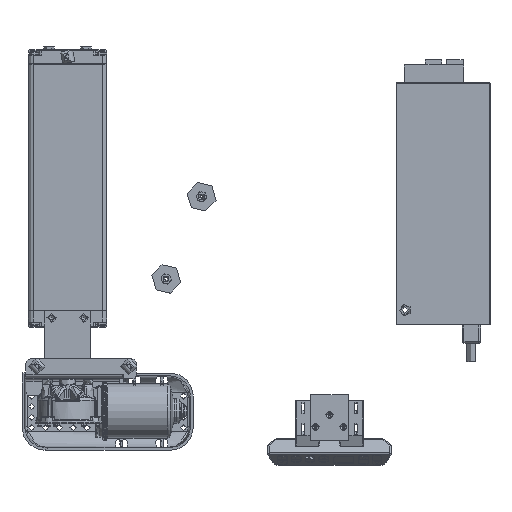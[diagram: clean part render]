
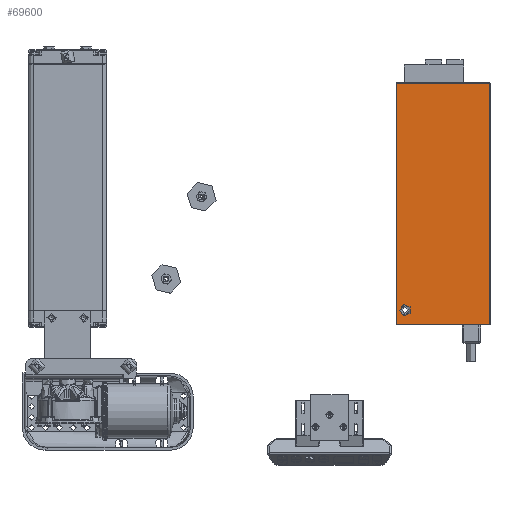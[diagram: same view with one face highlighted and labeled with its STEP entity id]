
A CAD part, top view. The second image highlights one B-rep face of the part: STEP entity #69600.
In plain terms, the highlighted planar face has unit normal (0, 0, 1).
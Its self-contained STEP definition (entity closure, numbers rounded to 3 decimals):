
#4648=FACE_BOUND('',#17726,.T.);
#8178=CIRCLE('',#77088,6.35);
#13411=FACE_OUTER_BOUND('',#17725,.T.);
#17725=EDGE_LOOP('',(#61082,#61083,#61084,#61085));
#17726=EDGE_LOOP('',(#61086));
#21707=LINE('',#236539,#25715);
#21722=LINE('',#236568,#25730);
#21724=LINE('',#236571,#25732);
#21726=LINE('',#236574,#25734);
#25715=VECTOR('',#94626,10.);
#25730=VECTOR('',#94653,10.);
#25732=VECTOR('',#94657,10.);
#25734=VECTOR('',#94661,10.);
#31752=VERTEX_POINT('',#236247);
#31834=VERTEX_POINT('',#236513);
#31839=VERTEX_POINT('',#236529);
#31844=VERTEX_POINT('',#236548);
#31847=VERTEX_POINT('',#236558);
#41468=EDGE_CURVE('',#31752,#31752,#8178,.T.);
#41611=EDGE_CURVE('',#31834,#31839,#21707,.T.);
#41626=EDGE_CURVE('',#31839,#31847,#21722,.T.);
#41628=EDGE_CURVE('',#31847,#31844,#21724,.T.);
#41630=EDGE_CURVE('',#31844,#31834,#21726,.T.);
#61082=ORIENTED_EDGE('',*,*,#41611,.F.);
#61083=ORIENTED_EDGE('',*,*,#41630,.F.);
#61084=ORIENTED_EDGE('',*,*,#41628,.F.);
#61085=ORIENTED_EDGE('',*,*,#41626,.F.);
#61086=ORIENTED_EDGE('',*,*,#41468,.T.);
#62788=PLANE('',#77210);
#69600=ADVANCED_FACE('',(#13411,#4648),#62788,.T.);
#77088=AXIS2_PLACEMENT_3D('',#236249,#94319,#94320);
#77210=AXIS2_PLACEMENT_3D('',#236601,#94687,#94688);
#94319=DIRECTION('center_axis',(0.,0.,-1.));
#94320=DIRECTION('ref_axis',(0.,1.,0.));
#94626=DIRECTION('',(0.,-1.,0.));
#94653=DIRECTION('',(-1.,0.,0.));
#94657=DIRECTION('',(0.,1.,0.));
#94661=DIRECTION('',(1.,0.,0.));
#94687=DIRECTION('center_axis',(0.,0.,1.));
#94688=DIRECTION('ref_axis',(1.,0.,0.));
#236247=CARTESIAN_POINT('',(115.5,-47.35,18.5));
#236249=CARTESIAN_POINT('Origin',(115.5,-41.,18.5));
#236513=CARTESIAN_POINT('',(131.25,50.75,18.5));
#236529=CARTESIAN_POINT('',(131.25,-50.75,18.5));
#236539=CARTESIAN_POINT('',(131.25,25.5,18.5));
#236548=CARTESIAN_POINT('',(-131.25,50.75,18.5));
#236558=CARTESIAN_POINT('',(-131.25,-50.75,18.5));
#236568=CARTESIAN_POINT('',(65.75,-50.75,18.5));
#236571=CARTESIAN_POINT('',(-131.25,-25.5,18.5));
#236574=CARTESIAN_POINT('',(-65.75,50.75,18.5));
#236601=CARTESIAN_POINT('Origin',(0.,0.,
18.5));
